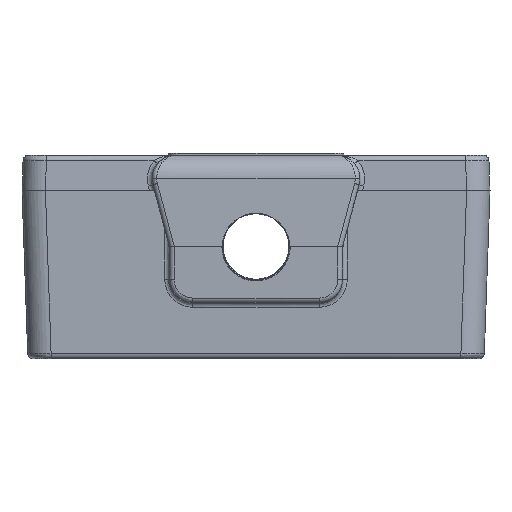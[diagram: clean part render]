
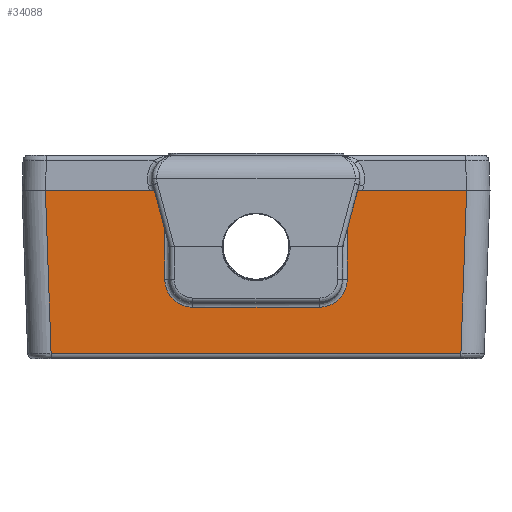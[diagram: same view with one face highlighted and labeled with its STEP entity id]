
A CAD part, left-side view. The second image highlights one B-rep face of the part: STEP entity #34088.
In plain terms, the highlighted planar face has unit normal (-1, 0, -0.018).
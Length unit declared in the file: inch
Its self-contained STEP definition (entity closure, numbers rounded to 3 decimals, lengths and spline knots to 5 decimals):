
#642 = CARTESIAN_POINT ( 'NONE',  ( -2.26443, 0.41305, -0.18314 ) ) ;
#3886 = VECTOR ( 'NONE', #55785, 39.37008 ) ;
#10648 = LINE ( 'NONE', #85132, #206336 ) ;
#16286 = DIRECTION ( 'NONE',  ( 0., -1., 0. ) ) ;
#17223 = EDGE_CURVE ( 'NONE', #178564, #245811, #81470, .T. ) ;
#17508 = AXIS2_PLACEMENT_3D ( 'NONE', #92159, #189798, #113952 ) ;
#21162 = DIRECTION ( 'NONE',  ( 0., 1., 0. ) ) ;
#27890 = CARTESIAN_POINT ( 'NONE',  ( -2.26672, 0.4875, -0.05206 ) ) ;
#34088 = ADVANCED_FACE ( 'NONE', ( #34348 ), #250065, .F. ) ;
#34348 = FACE_OUTER_BOUND ( 'NONE', #251474, .T. ) ;
#35220 = CARTESIAN_POINT ( 'NONE',  ( -2.26417, 0.37676, -0.19816 ) ) ;
#36833 = CARTESIAN_POINT ( 'NONE',  ( -2.2641, -0.3375, -0.20206 ) ) ;
#42612 = CARTESIAN_POINT ( 'NONE',  ( -2.2641, -0.3375, -0.20206 ) ) ;
#46212 = ORIENTED_EDGE ( 'NONE', *, *, #169156, .F. ) ;
#46532 = VERTEX_POINT ( 'NONE', #117769 ) ;
#49446 = CARTESIAN_POINT ( 'NONE',  ( -2.26603, 0.4836, -0.09133 ) ) ;
#54715 = CARTESIAN_POINT ( 'NONE',  ( -2.2598, -1.0946, -0.44802 ) ) ;
#55785 = DIRECTION ( 'NONE',  ( -0.017, 0.035, 0.999 ) ) ;
#57175 = LINE ( 'NONE', #174010, #186942 ) ;
#58215 = VECTOR ( 'NONE', #164046, 39.37008 ) ;
#60842 = CARTESIAN_POINT ( 'NONE',  ( -2.2598, 1.0946, -0.44802 ) ) ;
#62457 = EDGE_CURVE ( 'NONE', #215535, #178564, #10648, .T. ) ;
#81470 = LINE ( 'NONE', #103199, #135764 ) ;
#83891 = EDGE_CURVE ( 'NONE', #110664, #215535, #91639, .T. ) ;
#84817 = ORIENTED_EDGE ( 'NONE', *, *, #219402, .F. ) ;
#85132 = CARTESIAN_POINT ( 'NONE',  ( -2.25184, -1.07867, -0.90408 ) ) ;
#85833 = CARTESIAN_POINT ( 'NONE',  ( -2.25161, -0.4875, -0.91765 ) ) ;
#88594 = VERTEX_POINT ( 'NONE', #219348 ) ;
#91639 = LINE ( 'NONE', #169907, #210977 ) ;
#92159 = CARTESIAN_POINT ( 'NONE',  ( -2.25161, -1.375, -0.91765 ) ) ;
#95593 = LINE ( 'NONE', #60842, #3886 ) ;
#97174 = CARTESIAN_POINT ( 'NONE',  ( -2.26603, -0.4836, -0.09132 ) ) ;
#97847 = ORIENTED_EDGE ( 'NONE', *, *, #214515, .F. ) ;
#103199 = CARTESIAN_POINT ( 'NONE',  ( -2.2598, -0.6875, -0.44802 ) ) ;
#104581 = CARTESIAN_POINT ( 'NONE',  ( -2.25977, 1.0946, -0.44802 ) ) ;
#104762 = VERTEX_POINT ( 'NONE', #42612 ) ;
#106309 = LINE ( 'NONE', #85833, #58215 ) ;
#106735 = LINE ( 'NONE', #185040, #194331 ) ;
#108927 = B_SPLINE_CURVE_WITH_KNOTS ( 'NONE', 3,
 ( #166237, #244631, #49446, #127773, #186876, #167512, #642, #35220, #154548, #235510 ),
 .UNSPECIFIED., .F., .F.,
 ( 4, 2, 2, 2, 4 ),
 ( 0., 0.25, 0.5, 0.75, 1. ),
 .UNSPECIFIED. ) ;
#110664 = VERTEX_POINT ( 'NONE', #201952 ) ;
#112667 = ORIENTED_EDGE ( 'NONE', *, *, #62457, .F. ) ;
#113952 = DIRECTION ( 'NONE',  ( 0.017, 0., -1. ) ) ;
#115187 = CARTESIAN_POINT ( 'NONE',  ( -2.26462, -0.42967, -0.17199 ) ) ;
#116339 = LINE ( 'NONE', #210080, #166020 ) ;
#116454 = CARTESIAN_POINT ( 'NONE',  ( -2.26511, -0.45745, -0.14424 ) ) ;
#117769 = CARTESIAN_POINT ( 'NONE',  ( -2.26672, -0.4875, -0.05206 ) ) ;
#127773 = CARTESIAN_POINT ( 'NONE',  ( -2.2654, 0.46861, -0.12763 ) ) ;
#135679 = CARTESIAN_POINT ( 'NONE',  ( -2.26417, -0.37677, -0.19816 ) ) ;
#135764 = VECTOR ( 'NONE', #21162, 39.37008 ) ;
#146581 = DIRECTION ( 'NONE',  ( 0.017, 0.035, -0.999 ) ) ;
#154548 = CARTESIAN_POINT ( 'NONE',  ( -2.2641, 0.35713, -0.20207 ) ) ;
#155021 = ORIENTED_EDGE ( 'NONE', *, *, #228360, .F. ) ;
#156798 = EDGE_CURVE ( 'NONE', #207646, #88594, #108927, .T. ) ;
#157247 = DIRECTION ( 'NONE',  ( 0.017, 0., -1. ) ) ;
#157711 = CARTESIAN_POINT ( 'NONE',  ( -2.275, 1.125, 0.4225 ) ) ;
#158239 = B_SPLINE_CURVE_WITH_KNOTS ( 'NONE', 3,
 ( #36833, #233321, #135679, #213999, #115187, #116454, #253783, #97174, #193524, #175474 ),
 .UNSPECIFIED., .F., .F.,
 ( 4, 2, 2, 2, 4 ),
 ( 0., 0.25, 0.5, 0.75, 1. ),
 .UNSPECIFIED. ) ;
#160201 = ORIENTED_EDGE ( 'NONE', *, *, #177348, .F. ) ;
#163880 = ORIENTED_EDGE ( 'NONE', *, *, #83891, .F. ) ;
#164046 = DIRECTION ( 'NONE',  ( -0.017, 0., 1. ) ) ;
#166020 = VECTOR ( 'NONE', #16286, 39.37008 ) ;
#166237 = CARTESIAN_POINT ( 'NONE',  ( -2.26672, 0.4875, -0.05206 ) ) ;
#166966 = DIRECTION ( 'NONE',  ( 0., -1., 0. ) ) ;
#167512 = CARTESIAN_POINT ( 'NONE',  ( -2.26462, 0.42968, -0.17202 ) ) ;
#169156 = EDGE_CURVE ( 'NONE', #104762, #46532, #158239, .T. ) ;
#169907 = CARTESIAN_POINT ( 'NONE',  ( -2.275, -1.375, 0.4225 ) ) ;
#173126 = EDGE_CURVE ( 'NONE', #46532, #110664, #106309, .T. ) ;
#174010 = CARTESIAN_POINT ( 'NONE',  ( -2.25161, 0.4875, -0.91765 ) ) ;
#175474 = CARTESIAN_POINT ( 'NONE',  ( -2.26672, -0.4875, -0.05206 ) ) ;
#177348 = EDGE_CURVE ( 'NONE', #213909, #207646, #57175, .T. ) ;
#178564 = VERTEX_POINT ( 'NONE', #54715 ) ;
#185040 = CARTESIAN_POINT ( 'NONE',  ( -2.2641, -1.375, -0.20206 ) ) ;
#186876 = CARTESIAN_POINT ( 'NONE',  ( -2.26511, 0.45743, -0.14423 ) ) ;
#186942 = VECTOR ( 'NONE', #157247, 39.37008 ) ;
#188099 = VERTEX_POINT ( 'NONE', #157711 ) ;
#189132 = CARTESIAN_POINT ( 'NONE',  ( -2.275, -1.125, 0.4225 ) ) ;
#189798 = DIRECTION ( 'NONE',  ( 1., 0., 0.017 ) ) ;
#193524 = CARTESIAN_POINT ( 'NONE',  ( -2.26637, -0.4875, -0.0717 ) ) ;
#194331 = VECTOR ( 'NONE', #166966, 39.37008 ) ;
#201952 = CARTESIAN_POINT ( 'NONE',  ( -2.275, -0.4875, 0.4225 ) ) ;
#206298 = ORIENTED_EDGE ( 'NONE', *, *, #156798, .F. ) ;
#206336 = VECTOR ( 'NONE', #146581, 39.37008 ) ;
#207646 = VERTEX_POINT ( 'NONE', #27890 ) ;
#210080 = CARTESIAN_POINT ( 'NONE',  ( -2.275, -1.375, 0.4225 ) ) ;
#210977 = VECTOR ( 'NONE', #229040, 39.37008 ) ;
#211101 = CARTESIAN_POINT ( 'NONE',  ( -2.275, 0.4875, 0.4225 ) ) ;
#213909 = VERTEX_POINT ( 'NONE', #211101 ) ;
#213999 = CARTESIAN_POINT ( 'NONE',  ( -2.26443, -0.41306, -0.18317 ) ) ;
#214515 = EDGE_CURVE ( 'NONE', #245811, #188099, #95593, .T. ) ;
#215535 = VERTEX_POINT ( 'NONE', #189132 ) ;
#219348 = CARTESIAN_POINT ( 'NONE',  ( -2.2641, 0.3375, -0.20206 ) ) ;
#219402 = EDGE_CURVE ( 'NONE', #88594, #104762, #106735, .T. ) ;
#223399 = ORIENTED_EDGE ( 'NONE', *, *, #173126, .F. ) ;
#228360 = EDGE_CURVE ( 'NONE', #188099, #213909, #116339, .T. ) ;
#229040 = DIRECTION ( 'NONE',  ( 0., -1., 0. ) ) ;
#233321 = CARTESIAN_POINT ( 'NONE',  ( -2.2641, -0.35714, -0.20203 ) ) ;
#235510 = CARTESIAN_POINT ( 'NONE',  ( -2.2641, 0.3375, -0.20206 ) ) ;
#244631 = CARTESIAN_POINT ( 'NONE',  ( -2.26637, 0.48746, -0.0717 ) ) ;
#245811 = VERTEX_POINT ( 'NONE', #104581 ) ;
#249921 = ORIENTED_EDGE ( 'NONE', *, *, #17223, .F. ) ;
#250065 = PLANE ( 'NONE',  #17508 ) ;
#251474 = EDGE_LOOP ( 'NONE', ( #155021, #97847, #249921, #112667, #163880, #223399, #46212, #84817, #206298, #160201 ) ) ;
#253783 = CARTESIAN_POINT ( 'NONE',  ( -2.2654, -0.46858, -0.12761 ) ) ;
